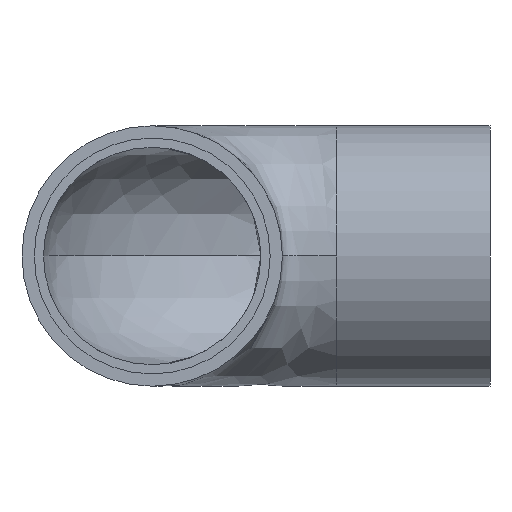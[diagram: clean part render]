
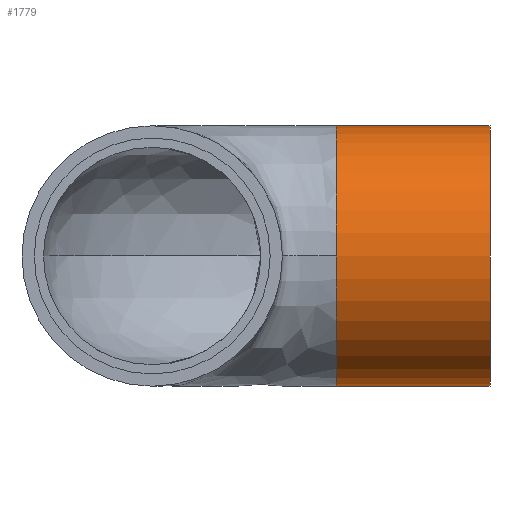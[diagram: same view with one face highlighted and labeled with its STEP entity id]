
A CAD part, left-side view. The second image highlights one B-rep face of the part: STEP entity #1779.
In plain terms, the highlighted cylindrical face has radius 21.2 mm (diameter 42.4 mm), a partial arc.
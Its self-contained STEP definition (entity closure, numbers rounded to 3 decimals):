
#94 = VECTOR ( 'NONE', #4586, 1000. ) ;
#452 = VERTEX_POINT ( 'NONE', #10269 ) ;
#873 = ORIENTED_EDGE ( 'NONE', *, *, #1980, .F. ) ;
#1114 = AXIS2_PLACEMENT_3D ( 'NONE', #1117, #8011, #2750 ) ;
#1117 = CARTESIAN_POINT ( 'NONE',  ( 0., -25., 0. ) ) ;
#1165 = EDGE_CURVE ( 'NONE', #6206, #2408, #2497, .T. ) ;
#1336 = CARTESIAN_POINT ( 'NONE',  ( 0., 0., -21.2 ) ) ;
#1779 = ADVANCED_FACE ( 'NONE', ( #2258 ), #6328, .T. ) ;
#1980 = EDGE_CURVE ( 'NONE', #5157, #452, #5466, .T. ) ;
#2258 = FACE_OUTER_BOUND ( 'NONE', #7500, .T. ) ;
#2408 = VERTEX_POINT ( 'NONE', #9229 ) ;
#2497 = CIRCLE ( 'NONE', #3715, 21.2 ) ;
#2654 = DIRECTION ( 'NONE',  ( 0., 1., 0. ) ) ;
#2750 = DIRECTION ( 'NONE',  ( 0., 0., 1. ) ) ;
#3102 = EDGE_CURVE ( 'NONE', #2408, #5615, #4655, .T. ) ;
#3715 = AXIS2_PLACEMENT_3D ( 'NONE', #7482, #8350, #6768 ) ;
#4586 = DIRECTION ( 'NONE',  ( 0., 1., 0. ) ) ;
#4655 = CIRCLE ( 'NONE', #8644, 21.2 ) ;
#5004 = ORIENTED_EDGE ( 'NONE', *, *, #3102, .F. ) ;
#5157 = VERTEX_POINT ( 'NONE', #9477 ) ;
#5256 = LINE ( 'NONE', #10204, #10334 ) ;
#5466 = CIRCLE ( 'NONE', #7539, 21.2 ) ;
#5615 = VERTEX_POINT ( 'NONE', #7084 ) ;
#5635 = EDGE_CURVE ( 'NONE', #452, #6206, #10239, .T. ) ;
#6206 = VERTEX_POINT ( 'NONE', #1336 ) ;
#6239 = CARTESIAN_POINT ( 'NONE',  ( 0., 0., 0. ) ) ;
#6268 = DIRECTION ( 'NONE',  ( 0., 0., -1. ) ) ;
#6328 = CYLINDRICAL_SURFACE ( 'NONE', #1114, 21.2 ) ;
#6768 = DIRECTION ( 'NONE',  ( 0., 0., 1. ) ) ;
#6870 = DIRECTION ( 'NONE',  ( 0., -1., 0. ) ) ;
#7084 = CARTESIAN_POINT ( 'NONE',  ( 0., 0., 21.2 ) ) ;
#7190 = ORIENTED_EDGE ( 'NONE', *, *, #1165, .F. ) ;
#7482 = CARTESIAN_POINT ( 'NONE',  ( 0., 0., 0. ) ) ;
#7500 = EDGE_LOOP ( 'NONE', ( #9639, #873, #8163, #5004, #7190 ) ) ;
#7539 = AXIS2_PLACEMENT_3D ( 'NONE', #8503, #6870, #6268 ) ;
#8011 = DIRECTION ( 'NONE',  ( 0., 1., 0. ) ) ;
#8163 = ORIENTED_EDGE ( 'NONE', *, *, #9946, .T. ) ;
#8350 = DIRECTION ( 'NONE',  ( 0., 1., 0. ) ) ;
#8503 = CARTESIAN_POINT ( 'NONE',  ( 0., -25., 0. ) ) ;
#8548 = CARTESIAN_POINT ( 'NONE',  ( 0., -25., -21.2 ) ) ;
#8573 = DIRECTION ( 'NONE',  ( 0., 0., 1. ) ) ;
#8644 = AXIS2_PLACEMENT_3D ( 'NONE', #6239, #10487, #8573 ) ;
#9229 = CARTESIAN_POINT ( 'NONE',  ( -21.2, 0., 0. ) ) ;
#9477 = CARTESIAN_POINT ( 'NONE',  ( 0., -25., 21.2 ) ) ;
#9639 = ORIENTED_EDGE ( 'NONE', *, *, #5635, .F. ) ;
#9946 = EDGE_CURVE ( 'NONE', #5157, #5615, #5256, .T. ) ;
#10204 = CARTESIAN_POINT ( 'NONE',  ( 0., -25., 21.2 ) ) ;
#10239 = LINE ( 'NONE', #8548, #94 ) ;
#10269 = CARTESIAN_POINT ( 'NONE',  ( 0., -25., -21.2 ) ) ;
#10334 = VECTOR ( 'NONE', #2654, 1000. ) ;
#10487 = DIRECTION ( 'NONE',  ( 0., 1., 0. ) ) ;
